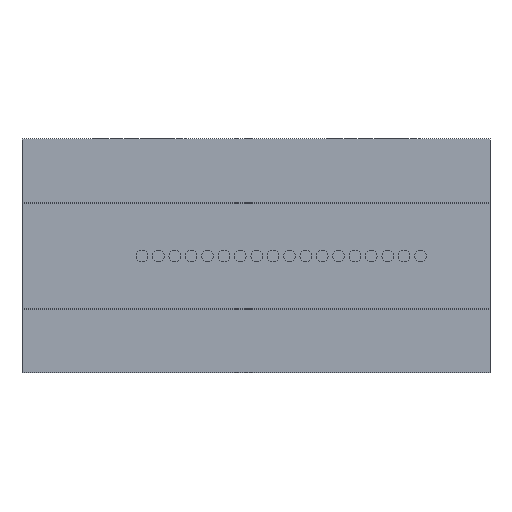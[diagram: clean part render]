
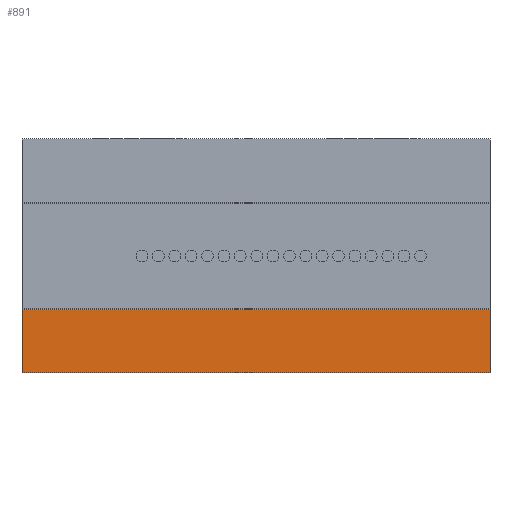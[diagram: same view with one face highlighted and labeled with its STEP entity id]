
A CAD part, left-side view. The second image highlights one B-rep face of the part: STEP entity #891.
In plain terms, the highlighted planar face has unit normal (-1, 0, 0).
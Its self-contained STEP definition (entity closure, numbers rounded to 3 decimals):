
#31 = DIRECTION ( 'NONE',  ( 0., 0., -1. ) ) ;
#54 = CARTESIAN_POINT ( 'NONE',  ( -5., -5., -1.15 ) ) ;
#156 = DIRECTION ( 'NONE',  ( 1., 0., 0. ) ) ;
#400 = VERTEX_POINT ( 'NONE', #1552 ) ;
#833 = LINE ( 'NONE', #1282, #3167 ) ;
#845 = EDGE_CURVE ( 'NONE', #400, #3179, #833, .T. ) ;
#853 = DIRECTION ( 'NONE',  ( 0., 1., 0. ) ) ;
#891 = ADVANCED_FACE ( 'NONE', ( #3330 ), #1482, .F. ) ;
#895 = EDGE_CURVE ( 'NONE', #400, #1745, #2513, .T. ) ;
#1033 = CARTESIAN_POINT ( 'NONE',  ( -5., 5., -2.5 ) ) ;
#1062 = ORIENTED_EDGE ( 'NONE', *, *, #3515, .T. ) ;
#1260 = DIRECTION ( 'NONE',  ( 0., -1., 0. ) ) ;
#1282 = CARTESIAN_POINT ( 'NONE',  ( -5., 5., -1.15 ) ) ;
#1369 = LINE ( 'NONE', #54, #3500 ) ;
#1429 = ORIENTED_EDGE ( 'NONE', *, *, #4286, .F. ) ;
#1482 = PLANE ( 'NONE',  #2958 ) ;
#1552 = CARTESIAN_POINT ( 'NONE',  ( -5., 5., -1.15 ) ) ;
#1745 = VERTEX_POINT ( 'NONE', #2871 ) ;
#1862 = CARTESIAN_POINT ( 'NONE',  ( -5., -5., 2.5 ) ) ;
#2319 = DIRECTION ( 'NONE',  ( 0., 0., -1. ) ) ;
#2334 = ORIENTED_EDGE ( 'NONE', *, *, #895, .F. ) ;
#2513 = LINE ( 'NONE', #4309, #4073 ) ;
#2751 = CARTESIAN_POINT ( 'NONE',  ( -5., 5., -2.5 ) ) ;
#2871 = CARTESIAN_POINT ( 'NONE',  ( -5., -5., -1.15 ) ) ;
#2933 = VECTOR ( 'NONE', #3481, 1000. ) ;
#2958 = AXIS2_PLACEMENT_3D ( 'NONE', #1862, #156, #853 ) ;
#3074 = VERTEX_POINT ( 'NONE', #3114 ) ;
#3077 = EDGE_LOOP ( 'NONE', ( #2334, #4215, #1062, #1429 ) ) ;
#3114 = CARTESIAN_POINT ( 'NONE',  ( -5., -5., -2.5 ) ) ;
#3154 = LINE ( 'NONE', #2751, #2933 ) ;
#3167 = VECTOR ( 'NONE', #2319, 1000. ) ;
#3179 = VERTEX_POINT ( 'NONE', #1033 ) ;
#3330 = FACE_OUTER_BOUND ( 'NONE', #3077, .T. ) ;
#3481 = DIRECTION ( 'NONE',  ( 0., -1., 0. ) ) ;
#3500 = VECTOR ( 'NONE', #31, 1000. ) ;
#3515 = EDGE_CURVE ( 'NONE', #3179, #3074, #3154, .T. ) ;
#4073 = VECTOR ( 'NONE', #1260, 1000. ) ;
#4215 = ORIENTED_EDGE ( 'NONE', *, *, #845, .T. ) ;
#4286 = EDGE_CURVE ( 'NONE', #1745, #3074, #1369, .T. ) ;
#4309 = CARTESIAN_POINT ( 'NONE',  ( -5., 5., -1.15 ) ) ;
